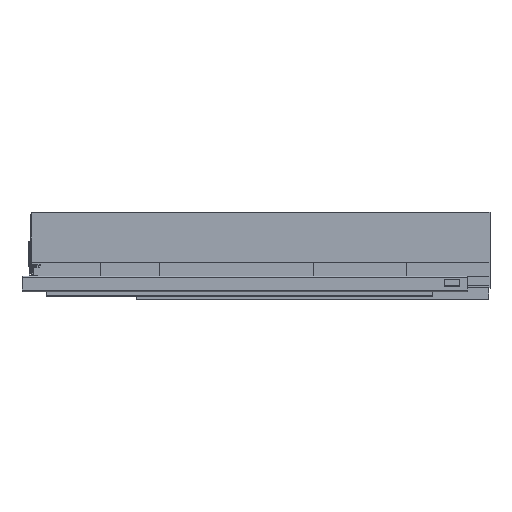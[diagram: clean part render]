
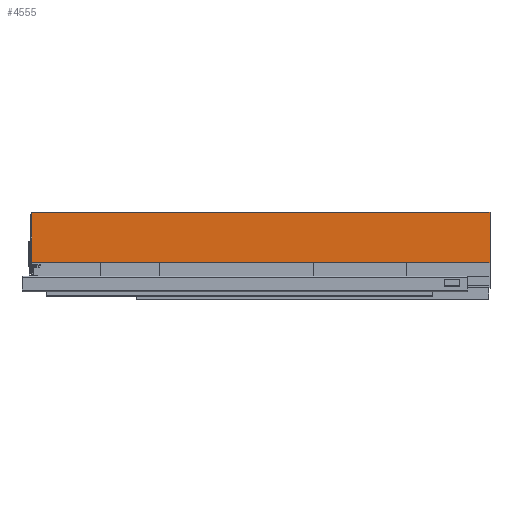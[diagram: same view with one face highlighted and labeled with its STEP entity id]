
A CAD part, top view. The second image highlights one B-rep face of the part: STEP entity #4555.
In plain terms, the highlighted planar face has unit normal (0, 0, 1).
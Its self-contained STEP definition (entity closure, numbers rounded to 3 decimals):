
#1050 = DIRECTION ( 'NONE',  ( 0., 0., 1. ) ) ;
#1103 = ORIENTED_EDGE ( 'NONE', *, *, #4526, .F. ) ;
#1240 = DIRECTION ( 'NONE',  ( 1., 0., 0. ) ) ;
#1576 = EDGE_CURVE ( 'NONE', #1721, #7454, #8216, .T. ) ;
#1612 = CARTESIAN_POINT ( 'NONE',  ( -540., 89., 13.5 ) ) ;
#1721 = VERTEX_POINT ( 'NONE', #2327 ) ;
#2001 = VERTEX_POINT ( 'NONE', #5432 ) ;
#2327 = CARTESIAN_POINT ( 'NONE',  ( -540., 30., 13.5 ) ) ;
#2650 = DIRECTION ( 'NONE',  ( 1., 0., 0. ) ) ;
#2855 = LINE ( 'NONE', #7756, #8862 ) ;
#3191 = VECTOR ( 'NONE', #2650, 1000. ) ;
#3224 = DIRECTION ( 'NONE',  ( 0., -1., 0. ) ) ;
#3368 = DIRECTION ( 'NONE',  ( 0., -1., 0. ) ) ;
#3410 = VECTOR ( 'NONE', #3224, 1000. ) ;
#3914 = EDGE_LOOP ( 'NONE', ( #6050, #1103, #4730, #7260 ) ) ;
#3935 = EDGE_CURVE ( 'NONE', #4357, #1721, #4766, .T. ) ;
#4357 = VERTEX_POINT ( 'NONE', #9355 ) ;
#4526 = EDGE_CURVE ( 'NONE', #4357, #2001, #9651, .T. ) ;
#4555 = ADVANCED_FACE ( 'NONE', ( #7357 ), #8023, .T. ) ;
#4730 = ORIENTED_EDGE ( 'NONE', *, *, #3935, .T. ) ;
#4766 = LINE ( 'NONE', #1612, #3410 ) ;
#5279 = VECTOR ( 'NONE', #1240, 1000. ) ;
#5351 = CARTESIAN_POINT ( 'NONE',  ( 0., 30., 13.5 ) ) ;
#5432 = CARTESIAN_POINT ( 'NONE',  ( 0., 89., 13.5 ) ) ;
#6022 = CARTESIAN_POINT ( 'NONE',  ( -540., 30., 13.5 ) ) ;
#6050 = ORIENTED_EDGE ( 'NONE', *, *, #8243, .F. ) ;
#7154 = CARTESIAN_POINT ( 'NONE',  ( -540., 89., 13.5 ) ) ;
#7260 = ORIENTED_EDGE ( 'NONE', *, *, #1576, .T. ) ;
#7357 = FACE_OUTER_BOUND ( 'NONE', #3914, .T. ) ;
#7454 = VERTEX_POINT ( 'NONE', #5351 ) ;
#7756 = CARTESIAN_POINT ( 'NONE',  ( 0., 89., 13.5 ) ) ;
#8023 = PLANE ( 'NONE',  #9729 ) ;
#8216 = LINE ( 'NONE', #6022, #5279 ) ;
#8243 = EDGE_CURVE ( 'NONE', #2001, #7454, #2855, .T. ) ;
#8862 = VECTOR ( 'NONE', #9960, 1000. ) ;
#9355 = CARTESIAN_POINT ( 'NONE',  ( -540., 89., 13.5 ) ) ;
#9651 = LINE ( 'NONE', #9701, #3191 ) ;
#9701 = CARTESIAN_POINT ( 'NONE',  ( -540., 89., 13.5 ) ) ;
#9729 = AXIS2_PLACEMENT_3D ( 'NONE', #7154, #1050, #3368 ) ;
#9960 = DIRECTION ( 'NONE',  ( 0., -1., 0. ) ) ;
